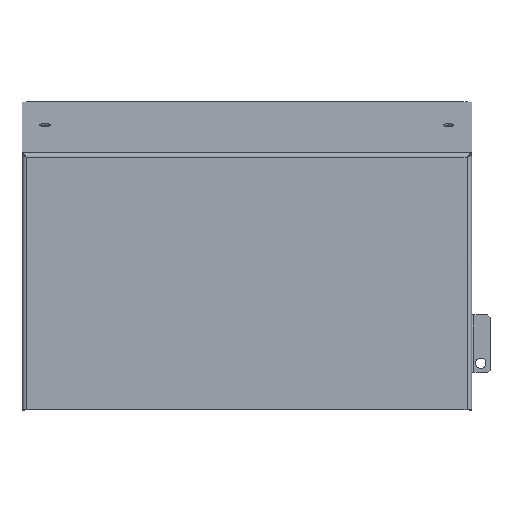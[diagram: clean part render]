
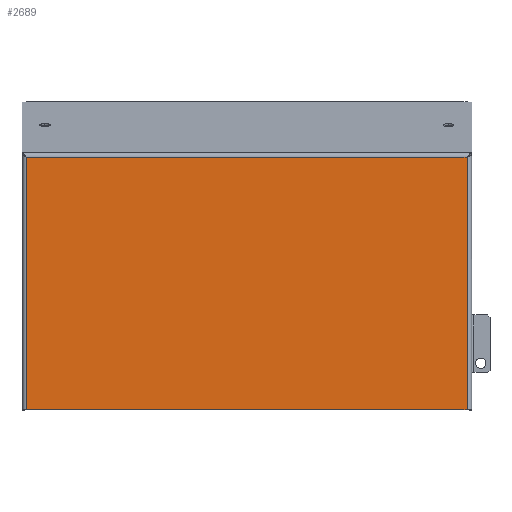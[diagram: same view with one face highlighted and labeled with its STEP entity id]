
A CAD part, top view. The second image highlights one B-rep face of the part: STEP entity #2689.
In plain terms, the highlighted planar face has unit normal (0, 0, 1).
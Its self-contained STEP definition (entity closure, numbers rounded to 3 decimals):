
#201=DIRECTION('',(0.,-1.,0.));
#202=VECTOR('',#201,109.942);
#203=CARTESIAN_POINT('',(95.75,-25.058,65.));
#204=LINE('',#203,#202);
#534=DIRECTION('',(-1.,0.,0.));
#535=VECTOR('',#534,191.5);
#536=CARTESIAN_POINT('',(95.75,-25.058,65.));
#537=LINE('',#536,#535);
#566=DIRECTION('',(1.,0.,0.));
#567=VECTOR('',#566,191.5);
#568=CARTESIAN_POINT('',(-95.75,-135.,65.));
#569=LINE('',#568,#567);
#813=DIRECTION('',(0.,-1.,0.));
#814=VECTOR('',#813,109.942);
#815=CARTESIAN_POINT('',(-95.75,-25.058,65.));
#816=LINE('',#815,#814);
#1435=CARTESIAN_POINT('',(95.75,-135.,65.));
#1437=VERTEX_POINT('',#1435);
#1438=CARTESIAN_POINT('',(95.75,-25.058,65.));
#1439=VERTEX_POINT('',#1438);
#1483=CARTESIAN_POINT('',(-95.75,-135.,65.));
#1485=VERTEX_POINT('',#1483);
#1486=CARTESIAN_POINT('',(-95.75,-25.058,65.));
#1487=VERTEX_POINT('',#1486);
#2676=CARTESIAN_POINT('',(0.,-23.658,65.));
#2677=DIRECTION('',(0.,0.,1.));
#2678=DIRECTION('',(0.,-1.,0.));
#2679=AXIS2_PLACEMENT_3D('',#2676,#2677,#2678);
#2680=PLANE('',#2679);
#2682=ORIENTED_EDGE('',*,*,#2681,.F.);
#2684=ORIENTED_EDGE('',*,*,#2683,.F.);
#2685=ORIENTED_EDGE('',*,*,#2666,.F.);
#2686=ORIENTED_EDGE('',*,*,#2160,.T.);
#2687=EDGE_LOOP('',(#2682,#2684,#2685,#2686));
#2688=FACE_OUTER_BOUND('',#2687,.F.);
#2689=ADVANCED_FACE('',(#2688),#2680,.T.);
#2160=EDGE_CURVE('',#1439,#1437,#204,.T.);
#2666=EDGE_CURVE('',#1439,#1487,#537,.T.);
#2681=EDGE_CURVE('',#1485,#1437,#569,.T.);
#2683=EDGE_CURVE('',#1487,#1485,#816,.T.);
